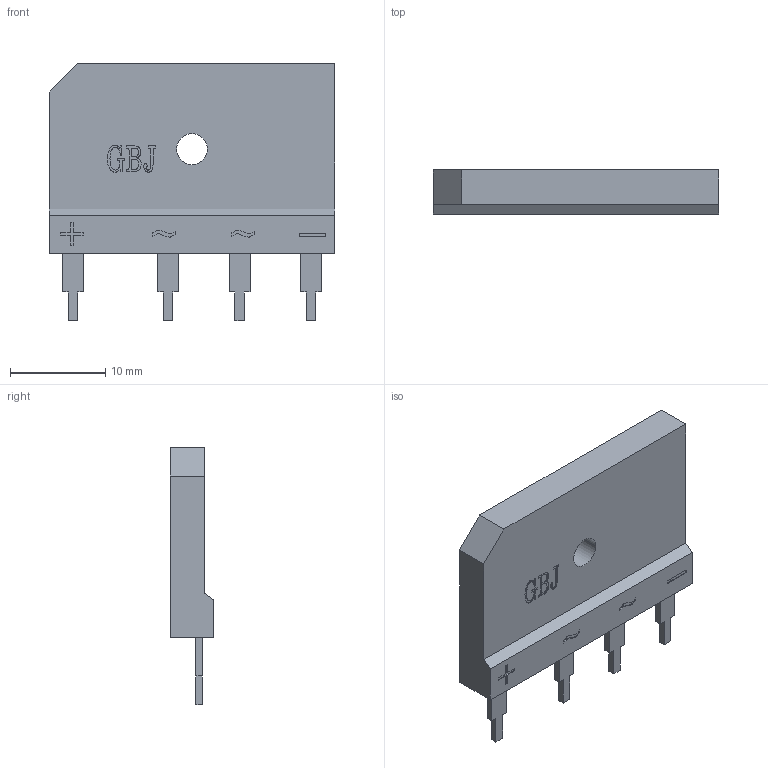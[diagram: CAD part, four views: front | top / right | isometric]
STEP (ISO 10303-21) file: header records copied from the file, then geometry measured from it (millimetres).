
FILE_DESCRIPTION (( 'STEP AP214' ), '1' );
FILE_NAME ('120B55FB-0011-4DD5-91E3-DAED9BD1E1C2.STEP', '2023-11-14T15:03:38', ( '' ), ( '' ), 'SwSTEP 2.0', 'SolidWorks 2022', '' );
FILE_SCHEMA (( 'AUTOMOTIVE_DESIGN' ));
Length unit declared in the file: millimetre
Products named in the file (1): 120B55FB-0011-4DD5-91E3-DAED9BD1E1C2
Bounding box: 30 x 4.6 x 27 mm (x, y, z)
Volume: 2276.4 mm3; surface area: 1759.5 mm2
Topology: 1 solids, 1 shells, 155 faces, 420 edges, 280 vertices
Faces by surface type: plane 107, bspline 46, cylinder 2
Entity records: 8773 total; most frequent: CARTESIAN_POINT 3430, ORIENTED_EDGE 840, DIRECTION 552, EDGE_CURVE 420, VECTOR 324, LINE 324, VERTEX_POINT 280, EDGE_LOOP 170
